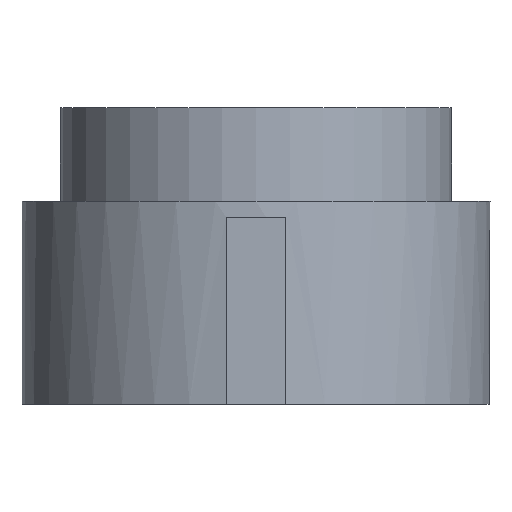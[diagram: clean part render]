
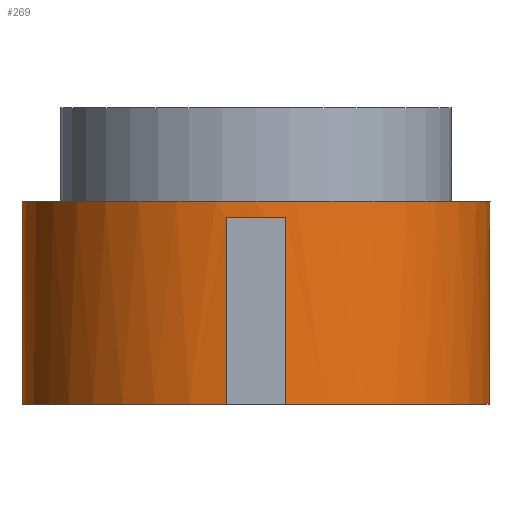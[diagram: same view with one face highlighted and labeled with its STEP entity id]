
A CAD part, front view. The second image highlights one B-rep face of the part: STEP entity #269.
In plain terms, the highlighted cylindrical face has radius 12.5 mm (diameter 25 mm), a full revolution.
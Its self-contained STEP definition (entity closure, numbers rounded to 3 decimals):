
#19=CYLINDRICAL_SURFACE('',#303,12.5);
#23=CIRCLE('',#302,12.5);
#24=CIRCLE('',#304,12.5);
#25=CIRCLE('',#305,12.5);
#26=CIRCLE('',#306,12.5);
#41=FACE_OUTER_BOUND('',#59,.T.);
#59=EDGE_LOOP('',(#195,#196,#197,#198,#199,#200,#201,#202));
#80=LINE('',#432,#102);
#84=LINE('',#439,#106);
#85=LINE('',#446,#107);
#102=VECTOR('',#341,10.);
#106=VECTOR('',#347,10.);
#107=VECTOR('',#356,12.5);
#123=VERTEX_POINT('',#429);
#124=VERTEX_POINT('',#431);
#125=VERTEX_POINT('',#435);
#126=VERTEX_POINT('',#437);
#127=VERTEX_POINT('',#443);
#128=VERTEX_POINT('',#445);
#148=EDGE_CURVE('',#124,#123,#80,.T.);
#152=EDGE_CURVE('',#125,#126,#84,.T.);
#153=EDGE_CURVE('',#126,#124,#23,.T.);
#154=EDGE_CURVE('',#127,#127,#24,.T.);
#155=EDGE_CURVE('',#127,#128,#85,.T.);
#156=EDGE_CURVE('',#128,#125,#25,.T.);
#157=EDGE_CURVE('',#123,#128,#26,.T.);
#195=ORIENTED_EDGE('',*,*,#154,.F.);
#196=ORIENTED_EDGE('',*,*,#155,.T.);
#197=ORIENTED_EDGE('',*,*,#156,.T.);
#198=ORIENTED_EDGE('',*,*,#152,.T.);
#199=ORIENTED_EDGE('',*,*,#153,.T.);
#200=ORIENTED_EDGE('',*,*,#148,.T.);
#201=ORIENTED_EDGE('',*,*,#157,.T.);
#202=ORIENTED_EDGE('',*,*,#155,.F.);
#269=ADVANCED_FACE('',(#41),#19,.T.);
#302=AXIS2_PLACEMENT_3D('',#441,#350,#351);
#303=AXIS2_PLACEMENT_3D('',#442,#352,#353);
#304=AXIS2_PLACEMENT_3D('',#444,#354,#355);
#305=AXIS2_PLACEMENT_3D('',#447,#357,#358);
#306=AXIS2_PLACEMENT_3D('',#448,#359,#360);
#341=DIRECTION('',(0.,0.,-1.));
#347=DIRECTION('',(0.,0.,1.));
#350=DIRECTION('center_axis',(0.,0.,1.));
#351=DIRECTION('ref_axis',(1.,0.,0.));
#352=DIRECTION('center_axis',(0.,0.,1.));
#353=DIRECTION('ref_axis',(1.,0.,0.));
#354=DIRECTION('center_axis',(0.,0.,1.));
#355=DIRECTION('ref_axis',(1.,0.,0.));
#356=DIRECTION('',(0.,0.,-1.));
#357=DIRECTION('center_axis',(0.,0.,1.));
#358=DIRECTION('ref_axis',(1.,0.,0.));
#359=DIRECTION('center_axis',(0.,0.,1.));
#360=DIRECTION('ref_axis',(1.,0.,0.));
#429=CARTESIAN_POINT('',(1.6,22.603,-10.));
#431=CARTESIAN_POINT('',(1.6,22.603,0.));
#432=CARTESIAN_POINT('',(1.6,22.603,0.));
#435=CARTESIAN_POINT('',(-1.6,22.603,-10.));
#437=CARTESIAN_POINT('',(-1.6,22.603,0.));
#439=CARTESIAN_POINT('',(-1.6,22.603,0.));
#441=CARTESIAN_POINT('Origin',(0.,35.,0.));
#442=CARTESIAN_POINT('Origin',(0.,35.,0.));
#443=CARTESIAN_POINT('',(-12.5,35.,0.85));
#444=CARTESIAN_POINT('Origin',(0.,35.,0.85));
#445=CARTESIAN_POINT('',(-12.5,35.,-10.));
#446=CARTESIAN_POINT('',(-12.5,35.,0.));
#447=CARTESIAN_POINT('Origin',(0.,35.,-10.));
#448=CARTESIAN_POINT('Origin',(0.,35.,-10.));
